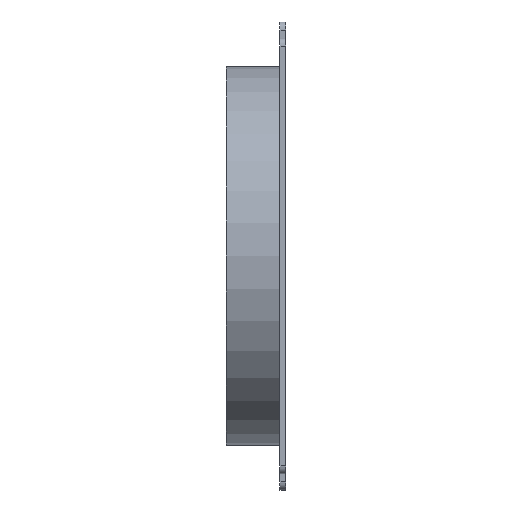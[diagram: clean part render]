
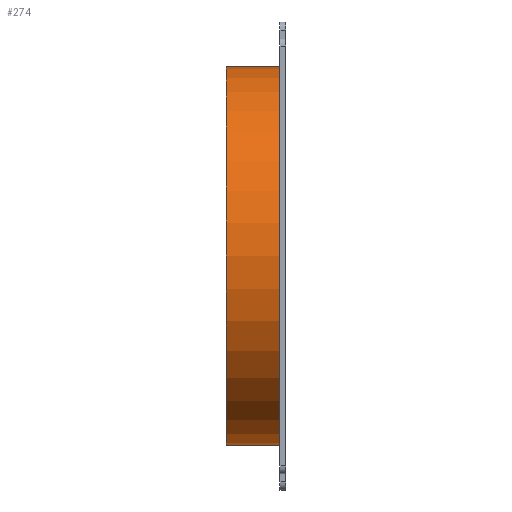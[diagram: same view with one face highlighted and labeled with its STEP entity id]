
A CAD part, left-side view. The second image highlights one B-rep face of the part: STEP entity #274.
In plain terms, the highlighted cylindrical face has radius 70.5 mm (diameter 141 mm), a partial arc.
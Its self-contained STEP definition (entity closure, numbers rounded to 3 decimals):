
#17 = VECTOR ( 'NONE', #256, 1000. ) ;
#30 = VECTOR ( 'NONE', #332, 1000. ) ;
#57 = LINE ( 'NONE', #800, #30 ) ;
#68 = EDGE_CURVE ( 'NONE', #445, #658, #834, .T. ) ;
#91 = CARTESIAN_POINT ( 'NONE',  ( 0., 20., 70.5 ) ) ;
#145 = CARTESIAN_POINT ( 'NONE',  ( 0., 20., 70.5 ) ) ;
#159 = AXIS2_PLACEMENT_3D ( 'NONE', #647, #169, #720 ) ;
#169 = DIRECTION ( 'NONE',  ( 0., 1., 0. ) ) ;
#196 = AXIS2_PLACEMENT_3D ( 'NONE', #390, #929, #470 ) ;
#218 = ORIENTED_EDGE ( 'NONE', *, *, #692, .T. ) ;
#221 = VERTEX_POINT ( 'NONE', #942 ) ;
#256 = DIRECTION ( 'NONE',  ( 0., -1., 0. ) ) ;
#274 = ADVANCED_FACE ( 'NONE', ( #457 ), #635, .T. ) ;
#276 = EDGE_CURVE ( 'NONE', #445, #947, #57, .T. ) ;
#332 = DIRECTION ( 'NONE',  ( 0., -1., 0. ) ) ;
#390 = CARTESIAN_POINT ( 'NONE',  ( 0., 20., 0. ) ) ;
#440 = LINE ( 'NONE', #91, #17 ) ;
#445 = VERTEX_POINT ( 'NONE', #516 ) ;
#457 = FACE_OUTER_BOUND ( 'NONE', #483, .T. ) ;
#467 = CIRCLE ( 'NONE', #159, 70.5 ) ;
#470 = DIRECTION ( 'NONE',  ( 0., 0., 1. ) ) ;
#483 = EDGE_LOOP ( 'NONE', ( #776, #808, #793, #218 ) ) ;
#515 = CARTESIAN_POINT ( 'NONE',  ( 0., 0., -70.5 ) ) ;
#516 = CARTESIAN_POINT ( 'NONE',  ( 0., 20., -70.5 ) ) ;
#635 = CYLINDRICAL_SURFACE ( 'NONE', #724, 70.5 ) ;
#641 = DIRECTION ( 'NONE',  ( 0., 0., -1. ) ) ;
#647 = CARTESIAN_POINT ( 'NONE',  ( 0., 0., 0. ) ) ;
#658 = VERTEX_POINT ( 'NONE', #145 ) ;
#692 = EDGE_CURVE ( 'NONE', #947, #221, #467, .T. ) ;
#701 = EDGE_CURVE ( 'NONE', #658, #221, #440, .T. ) ;
#720 = DIRECTION ( 'NONE',  ( 0., 0., 1. ) ) ;
#724 = AXIS2_PLACEMENT_3D ( 'NONE', #797, #950, #641 ) ;
#776 = ORIENTED_EDGE ( 'NONE', *, *, #701, .F. ) ;
#793 = ORIENTED_EDGE ( 'NONE', *, *, #276, .T. ) ;
#797 = CARTESIAN_POINT ( 'NONE',  ( 0., 20., 0. ) ) ;
#800 = CARTESIAN_POINT ( 'NONE',  ( 0., 20., -70.5 ) ) ;
#808 = ORIENTED_EDGE ( 'NONE', *, *, #68, .F. ) ;
#834 = CIRCLE ( 'NONE', #196, 70.5 ) ;
#929 = DIRECTION ( 'NONE',  ( 0., 1., 0. ) ) ;
#942 = CARTESIAN_POINT ( 'NONE',  ( 0., 0., 70.5 ) ) ;
#947 = VERTEX_POINT ( 'NONE', #515 ) ;
#950 = DIRECTION ( 'NONE',  ( 0., -1., 0. ) ) ;
